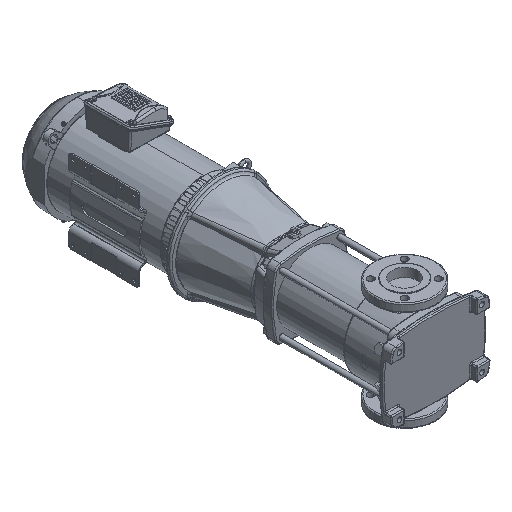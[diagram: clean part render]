
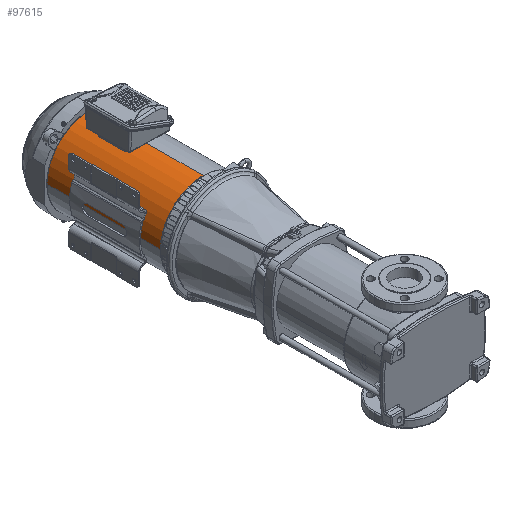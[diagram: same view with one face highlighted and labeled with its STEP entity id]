
A CAD part, isometric view. The second image highlights one B-rep face of the part: STEP entity #97615.
In plain terms, the highlighted cylindrical face has radius 124.3 mm (diameter 248.6 mm), a partial arc.
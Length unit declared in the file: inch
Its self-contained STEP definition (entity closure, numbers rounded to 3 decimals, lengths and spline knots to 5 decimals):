
#4114 = LINE ( 'NONE', #53678, #56843 ) ;
#5478 = CYLINDRICAL_SURFACE ( 'NONE', #31740, 4.8937 ) ;
#6256 = EDGE_LOOP ( 'NONE', ( #8694, #132203, #96526, #85428 ) ) ;
#8694 = ORIENTED_EDGE ( 'NONE', *, *, #128208, .T. ) ;
#8980 = DIRECTION ( 'NONE',  ( 0., -1., 0. ) ) ;
#12260 = DIRECTION ( 'NONE',  ( 0., -1., 0. ) ) ;
#13595 = LINE ( 'NONE', #37197, #158010 ) ;
#17657 = CIRCLE ( 'NONE', #105713, 4.8937 ) ;
#26678 = VERTEX_POINT ( 'NONE', #156788 ) ;
#31740 = AXIS2_PLACEMENT_3D ( 'NONE', #67231, #68837, #43643 ) ;
#33063 = FACE_OUTER_BOUND ( 'NONE', #6256, .T. ) ;
#37197 = CARTESIAN_POINT ( 'NONE',  ( 38.30292, -5.64244, 0.00085 ) ) ;
#43643 = DIRECTION ( 'NONE',  ( 0., 0., 1. ) ) ;
#44386 = EDGE_CURVE ( 'NONE', #26678, #58490, #13595, .T. ) ;
#52710 = VERTEX_POINT ( 'NONE', #118989 ) ;
#53678 = CARTESIAN_POINT ( 'NONE',  ( 38.30292, -0.74874, 4.8937 ) ) ;
#56843 = VECTOR ( 'NONE', #154611, 39.37008 ) ;
#58490 = VERTEX_POINT ( 'NONE', #132624 ) ;
#67231 = CARTESIAN_POINT ( 'NONE',  ( 38.30292, -0.74874, 0. ) ) ;
#68837 = DIRECTION ( 'NONE',  ( -1., 0., 0. ) ) ;
#77625 = EDGE_CURVE ( 'NONE', #52710, #92985, #4114, .T. ) ;
#78179 = AXIS2_PLACEMENT_3D ( 'NONE', #110734, #109931, #12260 ) ;
#85428 = ORIENTED_EDGE ( 'NONE', *, *, #44386, .F. ) ;
#92809 = DIRECTION ( 'NONE',  ( -1., 0., 0. ) ) ;
#92985 = VERTEX_POINT ( 'NONE', #123300 ) ;
#95216 = CARTESIAN_POINT ( 'NONE',  ( 6.01795, -0.74874, 0. ) ) ;
#96526 = ORIENTED_EDGE ( 'NONE', *, *, #137082, .F. ) ;
#97615 = ADVANCED_FACE ( 'NONE', ( #33063 ), #5478, .T. ) ;
#98225 = DIRECTION ( 'NONE',  ( -1., 0., 0. ) ) ;
#105713 = AXIS2_PLACEMENT_3D ( 'NONE', #95216, #92809, #8980 ) ;
#109931 = DIRECTION ( 'NONE',  ( -1., 0., 0. ) ) ;
#110734 = CARTESIAN_POINT ( 'NONE',  ( -6.94937, -0.74874, 0. ) ) ;
#118989 = CARTESIAN_POINT ( 'NONE',  ( 6.01795, -0.74874, 4.8937 ) ) ;
#123300 = CARTESIAN_POINT ( 'NONE',  ( -6.94937, -0.74874, 4.8937 ) ) ;
#125066 = CIRCLE ( 'NONE', #78179, 4.8937 ) ;
#128208 = EDGE_CURVE ( 'NONE', #26678, #52710, #17657, .T. ) ;
#132203 = ORIENTED_EDGE ( 'NONE', *, *, #77625, .T. ) ;
#132624 = CARTESIAN_POINT ( 'NONE',  ( -6.94937, -5.64244, 0.00085 ) ) ;
#137082 = EDGE_CURVE ( 'NONE', #58490, #92985, #125066, .T. ) ;
#154611 = DIRECTION ( 'NONE',  ( -1., 0., 0. ) ) ;
#156788 = CARTESIAN_POINT ( 'NONE',  ( 6.01795, -5.64244, 0.00085 ) ) ;
#158010 = VECTOR ( 'NONE', #98225, 39.37008 ) ;
